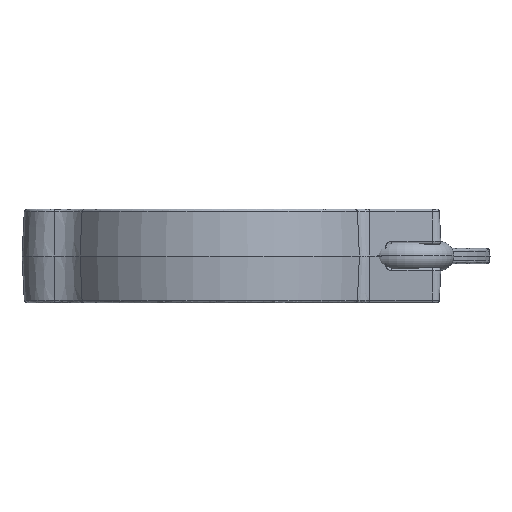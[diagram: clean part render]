
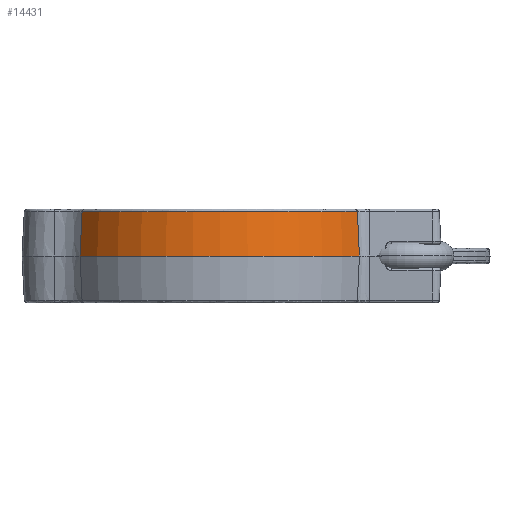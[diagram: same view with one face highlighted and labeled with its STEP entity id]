
A CAD part, front view. The second image highlights one B-rep face of the part: STEP entity #14431.
In plain terms, the highlighted conical face has half-angle 3 degrees and reference radius 27.127 mm.
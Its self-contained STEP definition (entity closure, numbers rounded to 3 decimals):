
#1331 = DIRECTION ( 'NONE',  ( -1., 0., 0. ) ) ;
#1332 = CARTESIAN_POINT ( 'NONE',  ( 0., 0., 7.266 ) ) ;
#1333 = DIRECTION ( 'NONE',  ( 0., 0., -1. ) ) ;
#1794 = CARTESIAN_POINT ( 'NONE',  ( -22.93, -15.196, 0. ) ) ;
#1802 = CARTESIAN_POINT ( 'NONE',  ( 23.107, -14.925, 0. ) ) ;
#1847 = AXIS2_PLACEMENT_3D ( 'NONE', #1332, #1333, #1331 ) ;
#2563 = EDGE_LOOP ( 'NONE', ( #18072, #18061, #18060, #18055 ) ) ;
#2861 = EDGE_CURVE ( 'NONE', #17808, #17800, #4542, .T. ) ;
#2920 = EDGE_CURVE ( 'NONE', #17800, #9303, #4612, .T. ) ;
#2922 = EDGE_CURVE ( 'NONE', #9303, #9299, #4611, .T. ) ;
#2923 = EDGE_CURVE ( 'NONE', #9299, #17808, #4616, .T. ) ;
#4542 = CIRCLE ( 'NONE', #5862, 27.508 ) ;
#4611 = CIRCLE ( 'NONE', #5881, 27.127 ) ;
#4612 = LINE ( 'NONE', #6993, #4615 ) ;
#4615 = VECTOR ( 'NONE', #6994, 1000. ) ;
#4616 = LINE ( 'NONE', #6999, #4619 ) ;
#4619 = VECTOR ( 'NONE', #6995, 1000. ) ;
#5862 = AXIS2_PLACEMENT_3D ( 'NONE', #6752, #6753, #6754 ) ;
#5881 = AXIS2_PLACEMENT_3D ( 'NONE', #7000, #7001, #7002 ) ;
#6752 = CARTESIAN_POINT ( 'NONE',  ( 0., 0., 0. ) ) ;
#6753 = DIRECTION ( 'NONE',  ( 0., 0., -1. ) ) ;
#6754 = DIRECTION ( 'NONE',  ( 1., 0., 0. ) ) ;
#6993 = CARTESIAN_POINT ( 'NONE',  ( -22.771, -15.091, 3.633 ) ) ;
#6994 = DIRECTION ( 'NONE',  ( 0.044, 0.029, 0.999 ) ) ;
#6995 = DIRECTION ( 'NONE',  ( 0.044, -0.028, -0.999 ) ) ;
#6999 = CARTESIAN_POINT ( 'NONE',  ( 22.947, -14.822, 3.633 ) ) ;
#7000 = CARTESIAN_POINT ( 'NONE',  ( 0., 0., 7.266 ) ) ;
#7001 = DIRECTION ( 'NONE',  ( 0., 0., 1. ) ) ;
#7002 = DIRECTION ( 'NONE',  ( 0., -1., 0. ) ) ;
#9299 = VERTEX_POINT ( 'NONE', #12634 ) ;
#9303 = VERTEX_POINT ( 'NONE', #12638 ) ;
#12634 = CARTESIAN_POINT ( 'NONE',  ( 22.787, -14.718, 7.266 ) ) ;
#12638 = CARTESIAN_POINT ( 'NONE',  ( -22.613, -14.986, 7.266 ) ) ;
#14431 = ADVANCED_FACE ( 'NONE', ( #17387 ), #17392, .T. ) ;
#17387 = FACE_OUTER_BOUND ( 'NONE', #2563, .T. ) ;
#17392 = CONICAL_SURFACE ( 'NONE', #1847, 27.127, 0.052 ) ;
#17800 = VERTEX_POINT ( 'NONE', #1794 ) ;
#17808 = VERTEX_POINT ( 'NONE', #1802 ) ;
#18055 = ORIENTED_EDGE ( 'NONE', *, *, #2923, .F. ) ;
#18060 = ORIENTED_EDGE ( 'NONE', *, *, #2861, .F. ) ;
#18061 = ORIENTED_EDGE ( 'NONE', *, *, #2920, .F. ) ;
#18072 = ORIENTED_EDGE ( 'NONE', *, *, #2922, .F. ) ;
